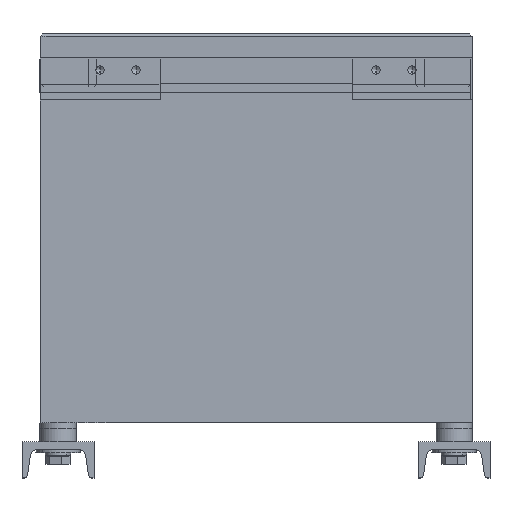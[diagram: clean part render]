
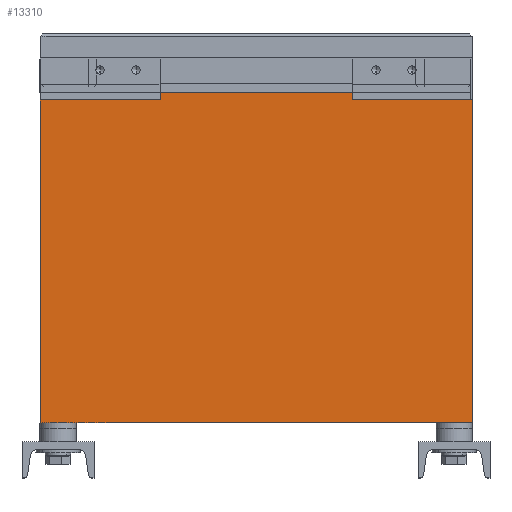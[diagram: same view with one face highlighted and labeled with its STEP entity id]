
A CAD part, front view. The second image highlights one B-rep face of the part: STEP entity #13310.
In plain terms, the highlighted face is planar.
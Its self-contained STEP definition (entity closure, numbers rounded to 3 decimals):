
#128 = ORIENTED_EDGE ( 'NONE', *, *, #22666, .T. ) ;
#184 = VECTOR ( 'NONE', #8807, 1000. ) ;
#228 = CARTESIAN_POINT ( 'NONE',  ( -80., 240., 304. ) ) ;
#442 = VERTEX_POINT ( 'NONE', #25708 ) ;
#447 = CARTESIAN_POINT ( 'NONE',  ( 80., 240., 275. ) ) ;
#718 = PLANE ( 'NONE',  #18036 ) ;
#3217 = EDGE_CURVE ( 'NONE', #15601, #442, #20483, .T. ) ;
#4824 = EDGE_CURVE ( 'NONE', #6725, #13373, #23368, .T. ) ;
#4898 = ORIENTED_EDGE ( 'NONE', *, *, #23733, .F. ) ;
#5178 = EDGE_LOOP ( 'NONE', ( #7062, #16118, #17655, #19027, #4898, #6772, #128, #10337 ) ) ;
#5411 = VECTOR ( 'NONE', #15233, 1000. ) ;
#5852 = LINE ( 'NONE', #228, #184 ) ;
#6202 = EDGE_CURVE ( 'NONE', #8726, #12849, #25723, .T. ) ;
#6348 = CARTESIAN_POINT ( 'NONE',  ( 180., 240., 269. ) ) ;
#6538 = VECTOR ( 'NONE', #10549, 1000. ) ;
#6541 = CARTESIAN_POINT ( 'NONE',  ( -179., 240., 269. ) ) ;
#6725 = VERTEX_POINT ( 'NONE', #17977 ) ;
#6772 = ORIENTED_EDGE ( 'NONE', *, *, #6202, .T. ) ;
#7062 = ORIENTED_EDGE ( 'NONE', *, *, #8781, .F. ) ;
#7154 = DIRECTION ( 'NONE',  ( 0., -1., 0. ) ) ;
#7686 = CARTESIAN_POINT ( 'NONE',  ( 180., 240., 304. ) ) ;
#7871 = CARTESIAN_POINT ( 'NONE',  ( -180., 240., 304. ) ) ;
#8396 = CARTESIAN_POINT ( 'NONE',  ( -180., 240., 0. ) ) ;
#8540 = LINE ( 'NONE', #8396, #6538 ) ;
#8726 = VERTEX_POINT ( 'NONE', #6348 ) ;
#8781 = EDGE_CURVE ( 'NONE', #19761, #6725, #25722, .T. ) ;
#8807 = DIRECTION ( 'NONE',  ( 0., 0., -1. ) ) ;
#9999 = DIRECTION ( 'NONE',  ( 0., 0., -1. ) ) ;
#10337 = ORIENTED_EDGE ( 'NONE', *, *, #4824, .F. ) ;
#10482 = DIRECTION ( 'NONE',  ( -1., 0., 0. ) ) ;
#10549 = DIRECTION ( 'NONE',  ( -1., 0., 0. ) ) ;
#11319 = VECTOR ( 'NONE', #9999, 1000. ) ;
#11694 = VECTOR ( 'NONE', #27451, 1000. ) ;
#12849 = VERTEX_POINT ( 'NONE', #27012 ) ;
#13310 = ADVANCED_FACE ( 'NONE', ( #17795 ), #718, .F. ) ;
#13373 = VERTEX_POINT ( 'NONE', #22306 ) ;
#13664 = VECTOR ( 'NONE', #24790, 1000. ) ;
#14329 = VECTOR ( 'NONE', #17224, 1000. ) ;
#15233 = DIRECTION ( 'NONE',  ( -1., 0., 0. ) ) ;
#15587 = LINE ( 'NONE', #25459, #20587 ) ;
#15601 = VERTEX_POINT ( 'NONE', #447 ) ;
#15821 = VERTEX_POINT ( 'NONE', #16131 ) ;
#16118 = ORIENTED_EDGE ( 'NONE', *, *, #16174, .F. ) ;
#16131 = CARTESIAN_POINT ( 'NONE',  ( 80., 240., 269. ) ) ;
#16174 = EDGE_CURVE ( 'NONE', #442, #19761, #5852, .T. ) ;
#17224 = DIRECTION ( 'NONE',  ( -1., 0., 0. ) ) ;
#17655 = ORIENTED_EDGE ( 'NONE', *, *, #3217, .F. ) ;
#17795 = FACE_OUTER_BOUND ( 'NONE', #5178, .T. ) ;
#17977 = CARTESIAN_POINT ( 'NONE',  ( -180., 240., 269. ) ) ;
#18036 = AXIS2_PLACEMENT_3D ( 'NONE', #19992, #7154, #22123 ) ;
#19027 = ORIENTED_EDGE ( 'NONE', *, *, #19252, .F. ) ;
#19252 = EDGE_CURVE ( 'NONE', #15821, #15601, #23093, .T. ) ;
#19761 = VERTEX_POINT ( 'NONE', #22952 ) ;
#19992 = CARTESIAN_POINT ( 'NONE',  ( -180., 240., 304. ) ) ;
#20483 = LINE ( 'NONE', #21575, #5411 ) ;
#20587 = VECTOR ( 'NONE', #10482, 1000. ) ;
#21575 = CARTESIAN_POINT ( 'NONE',  ( -139., 240., 275. ) ) ;
#22123 = DIRECTION ( 'NONE',  ( 0., 0., -1. ) ) ;
#22306 = CARTESIAN_POINT ( 'NONE',  ( -180., 240., 0. ) ) ;
#22666 = EDGE_CURVE ( 'NONE', #12849, #13373, #8540, .T. ) ;
#22952 = CARTESIAN_POINT ( 'NONE',  ( -80., 240., 269. ) ) ;
#23093 = LINE ( 'NONE', #25317, #11694 ) ;
#23368 = LINE ( 'NONE', #7871, #11319 ) ;
#23733 = EDGE_CURVE ( 'NONE', #8726, #15821, #15587, .T. ) ;
#24790 = DIRECTION ( 'NONE',  ( 0., 0., -1. ) ) ;
#25317 = CARTESIAN_POINT ( 'NONE',  ( 80., 240., 304. ) ) ;
#25459 = CARTESIAN_POINT ( 'NONE',  ( 180., 240., 269. ) ) ;
#25708 = CARTESIAN_POINT ( 'NONE',  ( -80., 240., 275. ) ) ;
#25722 = LINE ( 'NONE', #6541, #14329 ) ;
#25723 = LINE ( 'NONE', #7686, #13664 ) ;
#27012 = CARTESIAN_POINT ( 'NONE',  ( 180., 240., 0. ) ) ;
#27451 = DIRECTION ( 'NONE',  ( 0., 0., 1. ) ) ;
